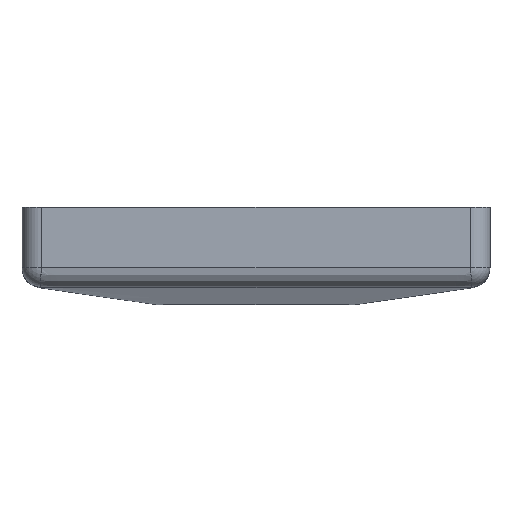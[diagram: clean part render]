
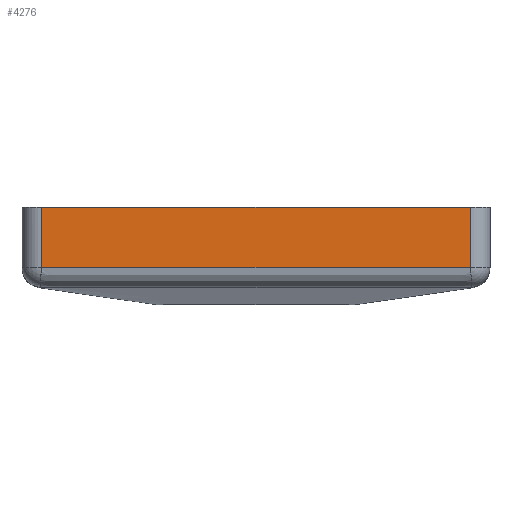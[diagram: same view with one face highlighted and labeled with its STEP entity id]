
A CAD part, left-side view. The second image highlights one B-rep face of the part: STEP entity #4276.
In plain terms, the highlighted planar face has unit normal (-1, 0, 0).
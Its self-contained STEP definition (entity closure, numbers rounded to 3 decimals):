
#143 = CARTESIAN_POINT ( 'NONE',  ( -48., 18.334, 3.465 ) ) ;
#253 = LINE ( 'NONE', #2280, #3679 ) ;
#431 = CARTESIAN_POINT ( 'NONE',  ( -48., -41.709, 3.476 ) ) ;
#453 = CARTESIAN_POINT ( 'NONE',  ( -48., 0., 3.465 ) ) ;
#456 = EDGE_CURVE ( 'NONE', #1753, #3085, #1046, .T. ) ;
#505 = CARTESIAN_POINT ( 'NONE',  ( -48., -44., 16. ) ) ;
#678 = VERTEX_POINT ( 'NONE', #1967 ) ;
#789 = CARTESIAN_POINT ( 'NONE',  ( -48., -43.542, 3.569 ) ) ;
#828 = CARTESIAN_POINT ( 'NONE',  ( -48., 43.542, 3.569 ) ) ;
#896 = CARTESIAN_POINT ( 'NONE',  ( -48., 44., 3.603 ) ) ;
#983 = LINE ( 'NONE', #1562, #1423 ) ;
#1038 = B_SPLINE_CURVE_WITH_KNOTS ( 'NONE', 3,
 ( #2859, #828, #3572, #1862, #1522, #1164, #1464, #2499, #2949, #2146, #3237, #143, #453, #2454, #3847, #3513, #3825, #2817, #1182, #2875, #431, #4177, #2540, #789, #1838 ),
 .UNSPECIFIED., .F., .F.,
 ( 4, 2, 2, 2, 1, 1, 1, 1, 1, 1, 1, 1, 1, 2, 2, 2, 4 ),
 ( 0., 0.001, 0.003, 0.003, 0.004, 0.006, 0.011, 0.022, 0.044, 0.066, 0.077, 0.083, 0.084, 0.085, 0.085, 0.087, 0.088 ),
 .UNSPECIFIED. ) ;
#1046 = LINE ( 'NONE', #3438, #3103 ) ;
#1163 = ORIENTED_EDGE ( 'NONE', *, *, #1384, .T. ) ;
#1164 = CARTESIAN_POINT ( 'NONE',  ( -48., 41.021, 3.464 ) ) ;
#1182 = CARTESIAN_POINT ( 'NONE',  ( -48., -40.792, 3.465 ) ) ;
#1202 = ORIENTED_EDGE ( 'NONE', *, *, #2456, .F. ) ;
#1384 = EDGE_CURVE ( 'NONE', #678, #3109, #253, .T. ) ;
#1423 = VECTOR ( 'NONE', #2910, 1000. ) ;
#1464 = CARTESIAN_POINT ( 'NONE',  ( -48., 40.792, 3.465 ) ) ;
#1522 = CARTESIAN_POINT ( 'NONE',  ( -48., 41.709, 3.476 ) ) ;
#1562 = CARTESIAN_POINT ( 'NONE',  ( -48., -44., 16. ) ) ;
#1753 = VERTEX_POINT ( 'NONE', #3358 ) ;
#1838 = CARTESIAN_POINT ( 'NONE',  ( -48., -44., 3.603 ) ) ;
#1862 = CARTESIAN_POINT ( 'NONE',  ( -48., 42.167, 3.493 ) ) ;
#1967 = CARTESIAN_POINT ( 'NONE',  ( -48., 44., 16. ) ) ;
#2146 = CARTESIAN_POINT ( 'NONE',  ( -48., 37.126, 3.465 ) ) ;
#2176 = DIRECTION ( 'NONE',  ( 0., 0., -1. ) ) ;
#2195 = PLANE ( 'NONE',  #3605 ) ;
#2216 = FACE_OUTER_BOUND ( 'NONE', #4042, .T. ) ;
#2280 = CARTESIAN_POINT ( 'NONE',  ( -48., 44., 16. ) ) ;
#2454 = CARTESIAN_POINT ( 'NONE',  ( -48., -18.334, 3.465 ) ) ;
#2456 = EDGE_CURVE ( 'NONE', #678, #1753, #983, .T. ) ;
#2477 = ORIENTED_EDGE ( 'NONE', *, *, #3614, .T. ) ;
#2499 = CARTESIAN_POINT ( 'NONE',  ( -48., 40.334, 3.465 ) ) ;
#2540 = CARTESIAN_POINT ( 'NONE',  ( -48., -43.084, 3.54 ) ) ;
#2817 = CARTESIAN_POINT ( 'NONE',  ( -48., -40.334, 3.465 ) ) ;
#2859 = CARTESIAN_POINT ( 'NONE',  ( -48., 44., 3.603 ) ) ;
#2875 = CARTESIAN_POINT ( 'NONE',  ( -48., -41.021, 3.464 ) ) ;
#2910 = DIRECTION ( 'NONE',  ( 0., -1., 0. ) ) ;
#2949 = CARTESIAN_POINT ( 'NONE',  ( -48., 39.646, 3.465 ) ) ;
#3085 = VERTEX_POINT ( 'NONE', #3203 ) ;
#3103 = VECTOR ( 'NONE', #4122, 1000. ) ;
#3109 = VERTEX_POINT ( 'NONE', #896 ) ;
#3203 = CARTESIAN_POINT ( 'NONE',  ( -48., -44., 3.603 ) ) ;
#3237 = CARTESIAN_POINT ( 'NONE',  ( -48., 31.167, 3.465 ) ) ;
#3358 = CARTESIAN_POINT ( 'NONE',  ( -48., -44., 16. ) ) ;
#3438 = CARTESIAN_POINT ( 'NONE',  ( -48., -44., 16. ) ) ;
#3513 = CARTESIAN_POINT ( 'NONE',  ( -48., -37.126, 3.465 ) ) ;
#3572 = CARTESIAN_POINT ( 'NONE',  ( -48., 43.084, 3.54 ) ) ;
#3583 = DIRECTION ( 'NONE',  ( 1., 0., 0. ) ) ;
#3605 = AXIS2_PLACEMENT_3D ( 'NONE', #505, #3583, #2176 ) ;
#3614 = EDGE_CURVE ( 'NONE', #3109, #3085, #1038, .T. ) ;
#3679 = VECTOR ( 'NONE', #4002, 1000. ) ;
#3825 = CARTESIAN_POINT ( 'NONE',  ( -48., -39.646, 3.465 ) ) ;
#3846 = ORIENTED_EDGE ( 'NONE', *, *, #456, .F. ) ;
#3847 = CARTESIAN_POINT ( 'NONE',  ( -48., -31.167, 3.465 ) ) ;
#4002 = DIRECTION ( 'NONE',  ( 0., 0., -1. ) ) ;
#4042 = EDGE_LOOP ( 'NONE', ( #1163, #2477, #3846, #1202 ) ) ;
#4122 = DIRECTION ( 'NONE',  ( 0., 0., -1. ) ) ;
#4177 = CARTESIAN_POINT ( 'NONE',  ( -48., -42.167, 3.493 ) ) ;
#4276 = ADVANCED_FACE ( 'NONE', ( #2216 ), #2195, .F. ) ;
